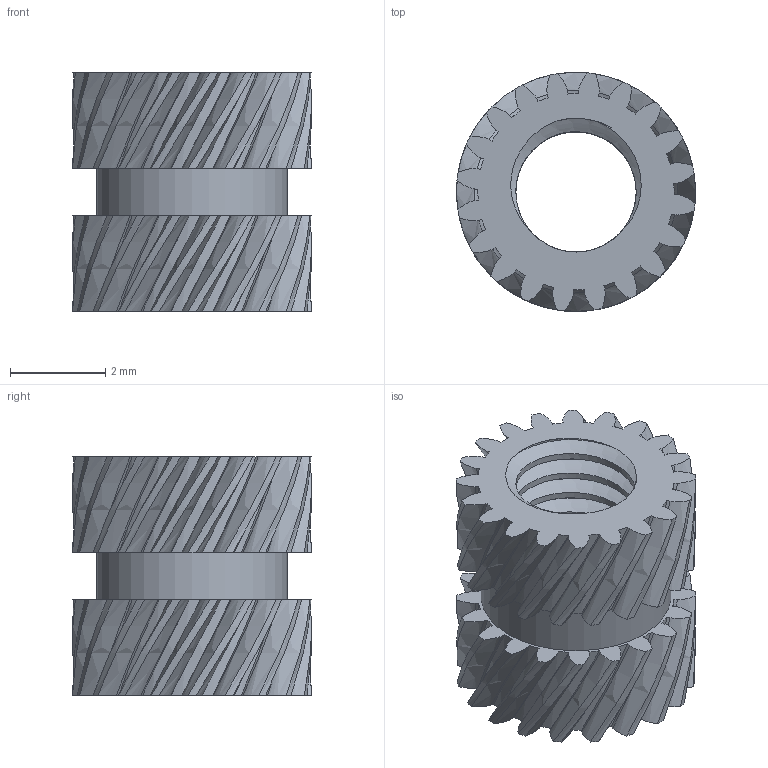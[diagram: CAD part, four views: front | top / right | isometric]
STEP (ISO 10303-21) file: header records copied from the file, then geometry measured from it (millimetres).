
FILE_DESCRIPTION(/* description */ (''),/* implementation_level */ '2;1');
FILE_NAME(/* name */ 'Heat Set Insert - M2 5mm x 4mm (ODxL) v3.step',/* time_stamp */ '2024-04-01T11:41:18+10:00',/* author */ (''),/* organization */ (''),/* preprocessor_version */ 'ST-DEVELOPER v20',/* originating_system */ 'Autodesk Translation Framework v12.20.1.177',/* authorisation */ '');
FILE_SCHEMA (('AUTOMOTIVE_DESIGN { 1 0 10303 214 3 1 1 }'));
Length unit declared in the file: millimetre
Products named in the file (1): Heat Set Insert - M2 5mm x 4mm (ODxL)
Bounding box: 5.02 x 5.02 x 5 mm (x, y, z)
Volume: 48.6 mm3; surface area: 233.3 mm2
Topology: 1 solids, 1 shells, 271 faces, 801 edges, 534 vertices
Faces by surface type: bspline 204, cylinder 63, plane 4
Full cylindrical faces by diameter (mm): 2.529 x5, 3.086 x3, 4 x1
Entity records: 26976 total; most frequent: CARTESIAN_POINT 21358, ORIENTED_EDGE 1602, EDGE_CURVE 801, DIRECTION 649, VERTEX_POINT 534, EDGE_LOOP 275, FACE_OUTER_BOUND 271, ADVANCED_FACE 271
